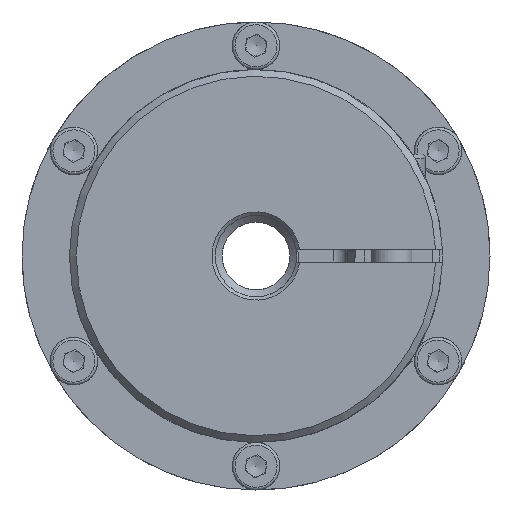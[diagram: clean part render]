
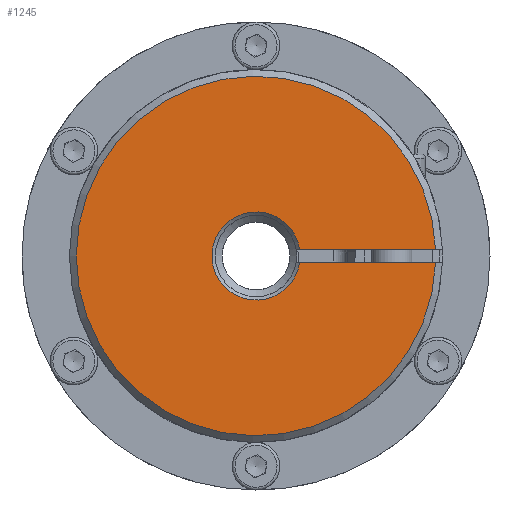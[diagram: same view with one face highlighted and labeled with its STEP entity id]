
A CAD part, left-side view. The second image highlights one B-rep face of the part: STEP entity #1245.
In plain terms, the highlighted planar face has unit normal (-1, 0, 0).
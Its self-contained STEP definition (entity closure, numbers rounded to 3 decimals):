
#1245 = ADVANCED_FACE( '', ( #2884 ), #2885, .F. );
#2884 = FACE_OUTER_BOUND( '', #4918, .T. );
#2885 = PLANE( '', #4919 );
#4918 = EDGE_LOOP( '', ( #8531, #8532, #8533, #8534 ) );
#4919 = AXIS2_PLACEMENT_3D( '', #8535, #8536, #8537 );
#8531 = ORIENTED_EDGE( '', *, *, #12545, .F. );
#8532 = ORIENTED_EDGE( '', *, *, #12289, .T. );
#8533 = ORIENTED_EDGE( '', *, *, #12546, .F. );
#8534 = ORIENTED_EDGE( '', *, *, #11360, .T. );
#8535 = CARTESIAN_POINT( '', ( -50.5, 10.141, 24.483 ) );
#8536 = DIRECTION( '', ( 1., 0., 0. ) );
#8537 = DIRECTION( '', ( 0., 1., 0. ) );
#11360 = EDGE_CURVE( '', #13538, #13542, #13544, .T. );
#12289 = EDGE_CURVE( '', #15048, #15046, #15049, .T. );
#12545 = EDGE_CURVE( '', #15048, #13542, #15403, .T. );
#12546 = EDGE_CURVE( '', #13538, #15046, #15404, .T. );
#13538 = VERTEX_POINT( '', #16840 );
#13542 = VERTEX_POINT( '', #16845 );
#13544 = CIRCLE( '', #16848, 26.5 );
#15046 = VERTEX_POINT( '', #19994 );
#15048 = VERTEX_POINT( '', #19996 );
#15049 = CIRCLE( '', #19997, 6.5 );
#15403 = LINE( '', #20609, #20610 );
#15404 = LINE( '', #20611, #20612 );
#16840 = CARTESIAN_POINT( '', ( -50.5, -26.481, 1. ) );
#16845 = CARTESIAN_POINT( '', ( -50.5, -26.481, -1. ) );
#16848 = AXIS2_PLACEMENT_3D( '', #22384, #22385, #22386 );
#19994 = CARTESIAN_POINT( '', ( -50.5, -6.423, 1. ) );
#19996 = CARTESIAN_POINT( '', ( -50.5, -6.423, -1. ) );
#19997 = AXIS2_PLACEMENT_3D( '', #23687, #23688, #23689 );
#20609 = CARTESIAN_POINT( '', ( -50.5, 10.141, -1. ) );
#20610 = VECTOR( '', #23969, 1000. );
#20611 = CARTESIAN_POINT( '', ( -50.5, 10.141, 1. ) );
#20612 = VECTOR( '', #23970, 1000. );
#22384 = CARTESIAN_POINT( '', ( -50.5, 0., 0. ) );
#22385 = DIRECTION( '', ( -1., 0., 0. ) );
#22386 = DIRECTION( '', ( 0., 0.383, 0.924 ) );
#23687 = CARTESIAN_POINT( '', ( -50.5, 0., 0. ) );
#23688 = DIRECTION( '', ( 1., 0., 0. ) );
#23689 = DIRECTION( '', ( 0., 0., -1. ) );
#23969 = DIRECTION( '', ( 0., -1., 0. ) );
#23970 = DIRECTION( '', ( 0., 1., 0. ) );
